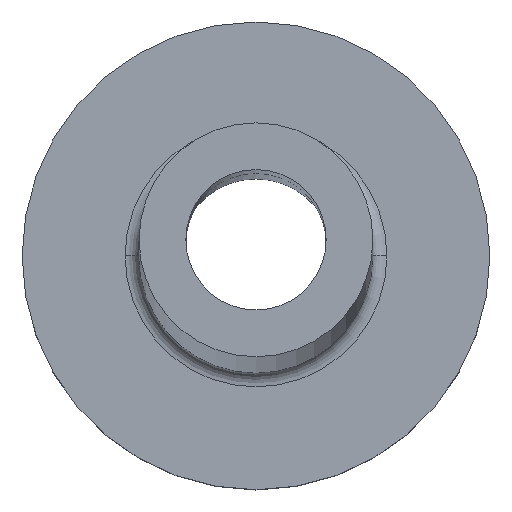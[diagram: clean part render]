
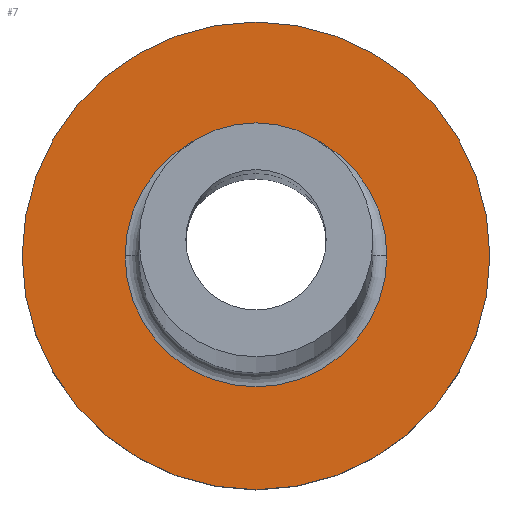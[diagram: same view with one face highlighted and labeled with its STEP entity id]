
A CAD part, top view. The second image highlights one B-rep face of the part: STEP entity #7.
In plain terms, the highlighted planar face has unit normal (0, 0, 1).
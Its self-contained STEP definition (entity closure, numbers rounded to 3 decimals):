
#3 = CARTESIAN_POINT ( 'NONE',  ( 0., 0., 3. ) ) ;
#5 = CARTESIAN_POINT ( 'NONE',  ( 0., 0., 3. ) ) ;
#7 = ADVANCED_FACE ( 'NONE', ( #422, #147 ), #37, .T. ) ;
#10 = DIRECTION ( 'NONE',  ( 1., 0., 0. ) ) ;
#28 = CIRCLE ( 'NONE', #112, 5. ) ;
#37 = PLANE ( 'NONE',  #46 ) ;
#38 = VERTEX_POINT ( 'NONE', #258 ) ;
#46 = AXIS2_PLACEMENT_3D ( 'NONE', #5, #261, #459 ) ;
#67 = ORIENTED_EDGE ( 'NONE', *, *, #400, .T. ) ;
#106 = EDGE_CURVE ( 'NONE', #305, #38, #215, .T. ) ;
#112 = AXIS2_PLACEMENT_3D ( 'NONE', #233, #117, #392 ) ;
#117 = DIRECTION ( 'NONE',  ( 0., 0., 1. ) ) ;
#118 = DIRECTION ( 'NONE',  ( 1., 0., 0. ) ) ;
#125 = VERTEX_POINT ( 'NONE', #298 ) ;
#146 = DIRECTION ( 'NONE',  ( 0., 0., -1. ) ) ;
#147 = FACE_OUTER_BOUND ( 'NONE', #307, .T. ) ;
#169 = CARTESIAN_POINT ( 'NONE',  ( 2.8, 0., 3. ) ) ;
#175 = AXIS2_PLACEMENT_3D ( 'NONE', #389, #292, #251 ) ;
#176 = EDGE_CURVE ( 'NONE', #421, #125, #236, .T. ) ;
#214 = AXIS2_PLACEMENT_3D ( 'NONE', #3, #326, #10 ) ;
#215 = CIRCLE ( 'NONE', #214, 2.8 ) ;
#233 = CARTESIAN_POINT ( 'NONE',  ( 0., 0., 3. ) ) ;
#236 = CIRCLE ( 'NONE', #175, 5. ) ;
#251 = DIRECTION ( 'NONE',  ( 1., 0., 0. ) ) ;
#257 = CARTESIAN_POINT ( 'NONE',  ( 0., 0., 3. ) ) ;
#258 = CARTESIAN_POINT ( 'NONE',  ( -2.8, 0., 3. ) ) ;
#261 = DIRECTION ( 'NONE',  ( 0., 0., 1. ) ) ;
#292 = DIRECTION ( 'NONE',  ( 0., 0., 1. ) ) ;
#298 = CARTESIAN_POINT ( 'NONE',  ( 5., 0., 3. ) ) ;
#305 = VERTEX_POINT ( 'NONE', #169 ) ;
#307 = EDGE_LOOP ( 'NONE', ( #440, #435 ) ) ;
#326 = DIRECTION ( 'NONE',  ( 0., 0., -1. ) ) ;
#347 = AXIS2_PLACEMENT_3D ( 'NONE', #257, #146, #118 ) ;
#350 = EDGE_CURVE ( 'NONE', #125, #421, #28, .T. ) ;
#358 = CARTESIAN_POINT ( 'NONE',  ( -5., 0., 3. ) ) ;
#371 = ORIENTED_EDGE ( 'NONE', *, *, #106, .T. ) ;
#389 = CARTESIAN_POINT ( 'NONE',  ( 0., 0., 3. ) ) ;
#392 = DIRECTION ( 'NONE',  ( 1., 0., 0. ) ) ;
#394 = EDGE_LOOP ( 'NONE', ( #371, #67 ) ) ;
#400 = EDGE_CURVE ( 'NONE', #38, #305, #445, .T. ) ;
#421 = VERTEX_POINT ( 'NONE', #358 ) ;
#422 = FACE_BOUND ( 'NONE', #394, .T. ) ;
#435 = ORIENTED_EDGE ( 'NONE', *, *, #350, .T. ) ;
#440 = ORIENTED_EDGE ( 'NONE', *, *, #176, .T. ) ;
#445 = CIRCLE ( 'NONE', #347, 2.8 ) ;
#459 = DIRECTION ( 'NONE',  ( 1., 0., 0. ) ) ;
